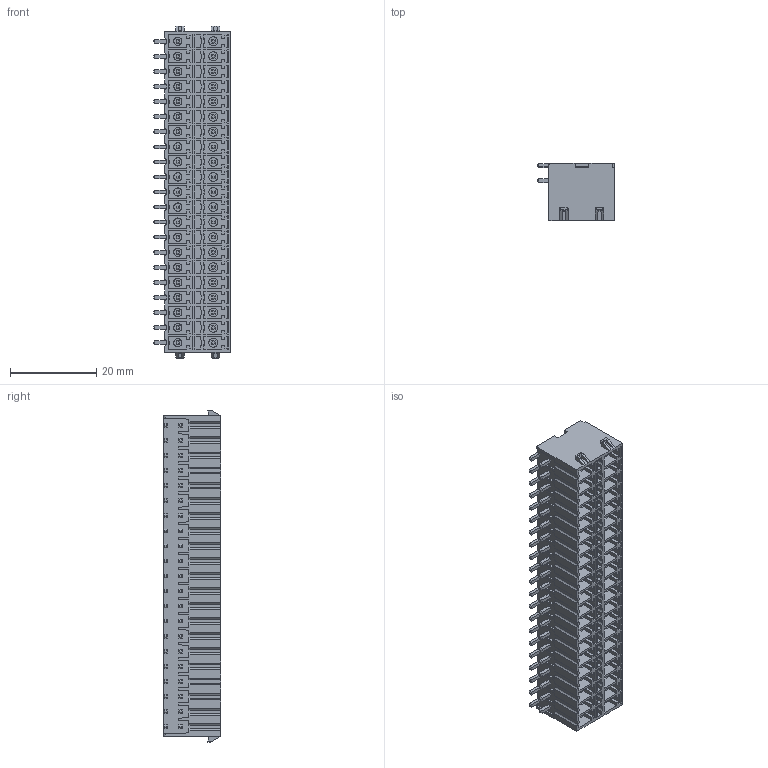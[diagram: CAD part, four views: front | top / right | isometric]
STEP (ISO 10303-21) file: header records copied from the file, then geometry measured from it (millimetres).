
FILE_DESCRIPTION((''),'2;1');
FILE_NAME('TLPHDL-007R-1','2024-09-18T13:47:29',('sheji109'),(''),'CREO PARAMETRIC BY PTC INC, 2018100','CREO PARAMETRIC BY PTC INC, 2018100','');
FILE_SCHEMA(('CONFIG_CONTROL_DESIGN'));
Products named in the file (1): TLPHDL-007R-1
Bounding box: 17.8 x 13.3 x 77.1 mm (x, y, z)
Volume: 10158.1 mm3; surface area: 13020.1 mm2
Topology: 1 solids, 1 shells, 2309 faces, 6002 edges, 3884 vertices
Faces by surface type: plane 2043, cylinder 182, cone 84
Entity records: 69517 total; most frequent: CARTESIAN_POINT 12698, ORIENTED_EDGE 12004, DIRECTION 10982, EDGE_CURVE 6002, VECTOR 5420, LINE 5420, VERTEX_POINT 3884, AXIS2_PLACEMENT_3D 2781
